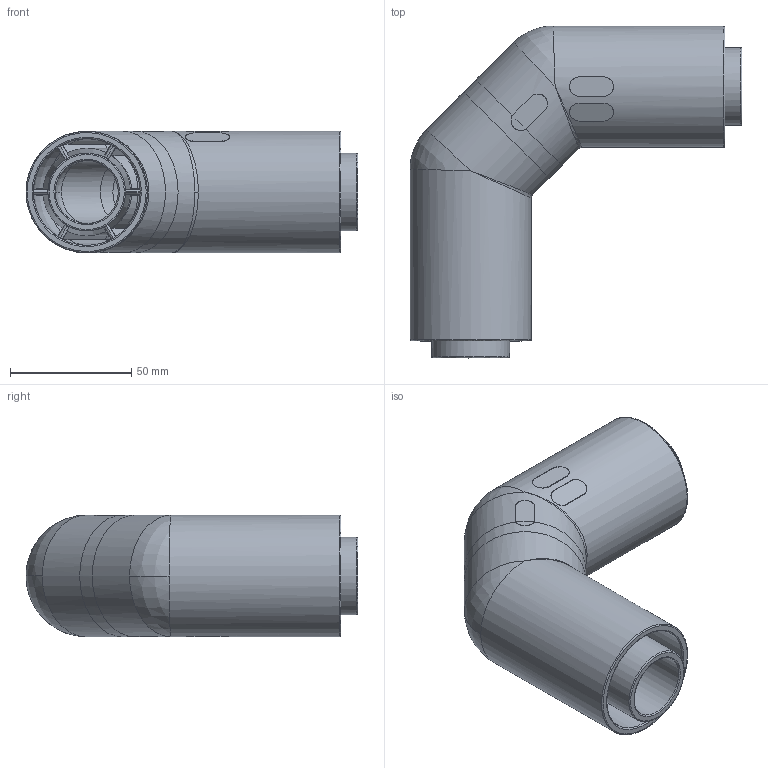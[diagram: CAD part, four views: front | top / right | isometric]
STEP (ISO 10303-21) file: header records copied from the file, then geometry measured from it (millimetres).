
FILE_DESCRIPTION (( 'STEP AP203' ), '1' );
FILE_NAME ('--7868211.STEP', '2016-06-21T14:40:20', ( '' ), ( '' ), 'SwSTEP 2.0', 'SolidWorks 2015', '' );
FILE_SCHEMA (( 'CONFIG_CONTROL_DESIGN' ));
Length unit declared in the file: inch
Products named in the file (1): --7868211
Bounding box: 136.78 x 136.78 x 50 mm (x, y, z)
Volume: 176291.3 mm3; surface area: 105309.7 mm2
Topology: 2 solids, 2 shells, 266 faces, 758 edges, 492 vertices
Faces by surface type: plane 98, cylinder 88, bspline 56, cone 24
Full cylindrical faces by diameter (mm): 26 x4, 32 x2, 44 x2, 50 x4
Entity records: 14707 total; most frequent: CARTESIAN_POINT 8871, ORIENTED_EDGE 1464, DIRECTION 842, EDGE_CURVE 732, VERTEX_POINT 486, AXIS2_PLACEMENT_3D 321, EDGE_LOOP 310, B_SPLINE_CURVE_WITH_KNOTS 292
